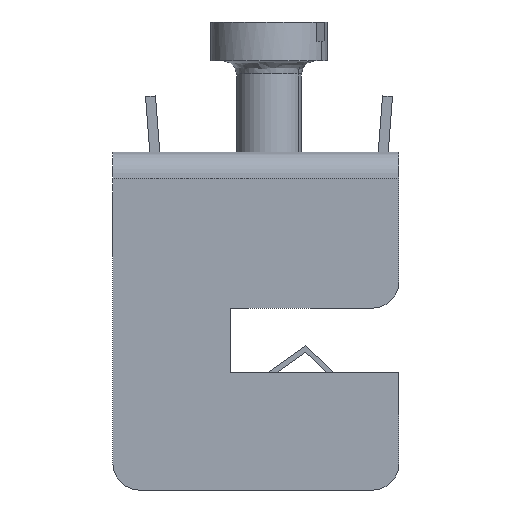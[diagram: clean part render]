
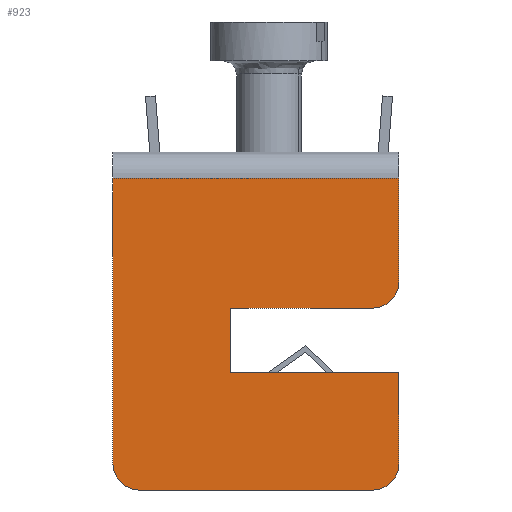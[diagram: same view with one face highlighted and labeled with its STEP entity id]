
A CAD part, left-side view. The second image highlights one B-rep face of the part: STEP entity #923.
In plain terms, the highlighted face is planar.
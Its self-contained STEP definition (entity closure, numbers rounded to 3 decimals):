
#22 = VECTOR ( 'NONE', #1580, 1000. ) ;
#41 = LINE ( 'NONE', #581, #177 ) ;
#65 = ORIENTED_EDGE ( 'NONE', *, *, #2100, .F. ) ;
#140 = VERTEX_POINT ( 'NONE', #3142 ) ;
#146 = EDGE_CURVE ( 'NONE', #554, #1969, #986, .T. ) ;
#177 = VECTOR ( 'NONE', #3084, 1000. ) ;
#194 = CARTESIAN_POINT ( 'NONE',  ( -9., -12., 12. ) ) ;
#238 = CARTESIAN_POINT ( 'NONE',  ( 0., 0., 12. ) ) ;
#263 = DIRECTION ( 'NONE',  ( 0., 1., 0. ) ) ;
#307 = ORIENTED_EDGE ( 'NONE', *, *, #1919, .F. ) ;
#373 = CARTESIAN_POINT ( 'NONE',  ( 11., -14., 12. ) ) ;
#435 = VERTEX_POINT ( 'NONE', #782 ) ;
#465 = VERTEX_POINT ( 'NONE', #1741 ) ;
#491 = DIRECTION ( 'NONE',  ( 1., 0., 0. ) ) ;
#492 = CARTESIAN_POINT ( 'NONE',  ( 11., 2., 12. ) ) ;
#508 = FACE_OUTER_BOUND ( 'NONE', #650, .T. ) ;
#525 = AXIS2_PLACEMENT_3D ( 'NONE', #1964, #1331, #3203 ) ;
#534 = DIRECTION ( 'NONE',  ( 0., 0., 1. ) ) ;
#554 = VERTEX_POINT ( 'NONE', #194 ) ;
#576 = VERTEX_POINT ( 'NONE', #851 ) ;
#581 = CARTESIAN_POINT ( 'NONE',  ( 0., -1.32, 12. ) ) ;
#600 = ORIENTED_EDGE ( 'NONE', *, *, #1533, .T. ) ;
#603 = CARTESIAN_POINT ( 'NONE',  ( 13., 12., 12. ) ) ;
#642 = EDGE_CURVE ( 'NONE', #140, #2901, #2280, .T. ) ;
#650 = EDGE_LOOP ( 'NONE', ( #1323, #3044, #3521, #2805, #3360, #1769, #600, #1267, #307, #65, #1020 ) ) ;
#667 = VECTOR ( 'NONE', #3746, 1000. ) ;
#668 = CIRCLE ( 'NONE', #2212, 2. ) ;
#736 = PLANE ( 'NONE',  #525 ) ;
#762 = CIRCLE ( 'NONE', #2640, 2. ) ;
#782 = CARTESIAN_POINT ( 'NONE',  ( 11., 0., 12. ) ) ;
#799 = VECTOR ( 'NONE', #1832, 1000. ) ;
#815 = VERTEX_POINT ( 'NONE', #373 ) ;
#831 = CARTESIAN_POINT ( 'NONE',  ( 11., -12., 12. ) ) ;
#851 = CARTESIAN_POINT ( 'NONE',  ( 13., 10., 12. ) ) ;
#857 = DIRECTION ( 'NONE',  ( 1., 0., 0. ) ) ;
#863 = CARTESIAN_POINT ( 'NONE',  ( 2.426, -14., 12. ) ) ;
#923 = ADVANCED_FACE ( 'NONE', ( #508 ), #736, .T. ) ;
#959 = CARTESIAN_POINT ( 'NONE',  ( -3.287, 10., 12. ) ) ;
#986 = LINE ( 'NONE', #3421, #22 ) ;
#1020 = ORIENTED_EDGE ( 'NONE', *, *, #146, .F. ) ;
#1078 = DIRECTION ( 'NONE',  ( 0., 0., 1. ) ) ;
#1203 = CARTESIAN_POINT ( 'NONE',  ( 13., 2., 12. ) ) ;
#1267 = ORIENTED_EDGE ( 'NONE', *, *, #2890, .T. ) ;
#1276 = LINE ( 'NONE', #863, #3656 ) ;
#1323 = ORIENTED_EDGE ( 'NONE', *, *, #3621, .T. ) ;
#1331 = DIRECTION ( 'NONE',  ( 0., 0., 1. ) ) ;
#1533 = EDGE_CURVE ( 'NONE', #2507, #435, #1611, .T. ) ;
#1580 = DIRECTION ( 'NONE',  ( 0., 1., 0. ) ) ;
#1611 = LINE ( 'NONE', #2034, #1700 ) ;
#1646 = VECTOR ( 'NONE', #263, 1000. ) ;
#1700 = VECTOR ( 'NONE', #491, 1000. ) ;
#1741 = CARTESIAN_POINT ( 'NONE',  ( 0., -5., 12. ) ) ;
#1769 = ORIENTED_EDGE ( 'NONE', *, *, #3724, .T. ) ;
#1773 = VERTEX_POINT ( 'NONE', #2377 ) ;
#1806 = DIRECTION ( 'NONE',  ( 1., 0., 0. ) ) ;
#1832 = DIRECTION ( 'NONE',  ( 0., -1., 0. ) ) ;
#1919 = EDGE_CURVE ( 'NONE', #576, #3774, #2114, .T. ) ;
#1964 = CARTESIAN_POINT ( 'NONE',  ( 2.426, -1.32, 12. ) ) ;
#1969 = VERTEX_POINT ( 'NONE', #3087 ) ;
#2011 = CARTESIAN_POINT ( 'NONE',  ( 13., -5., 12. ) ) ;
#2034 = CARTESIAN_POINT ( 'NONE',  ( 2.426, 0., 12. ) ) ;
#2056 = CARTESIAN_POINT ( 'NONE',  ( 2.426, -5., 12. ) ) ;
#2100 = EDGE_CURVE ( 'NONE', #1969, #576, #3969, .T. ) ;
#2114 = LINE ( 'NONE', #603, #799 ) ;
#2125 = CARTESIAN_POINT ( 'NONE',  ( 13., -1.32, 12. ) ) ;
#2212 = AXIS2_PLACEMENT_3D ( 'NONE', #3344, #534, #857 ) ;
#2280 = LINE ( 'NONE', #2125, #1646 ) ;
#2284 = DIRECTION ( 'NONE',  ( 1., 0., 0. ) ) ;
#2377 = CARTESIAN_POINT ( 'NONE',  ( -7., -14., 12. ) ) ;
#2412 = EDGE_CURVE ( 'NONE', #815, #140, #762, .T. ) ;
#2438 = EDGE_CURVE ( 'NONE', #2901, #465, #3964, .T. ) ;
#2498 = EDGE_CURVE ( 'NONE', #1773, #815, #1276, .T. ) ;
#2507 = VERTEX_POINT ( 'NONE', #238 ) ;
#2640 = AXIS2_PLACEMENT_3D ( 'NONE', #831, #2979, #2284 ) ;
#2805 = ORIENTED_EDGE ( 'NONE', *, *, #642, .T. ) ;
#2890 = EDGE_CURVE ( 'NONE', #435, #3774, #3307, .T. ) ;
#2901 = VERTEX_POINT ( 'NONE', #2011 ) ;
#2979 = DIRECTION ( 'NONE',  ( 0., 0., 1. ) ) ;
#2998 = AXIS2_PLACEMENT_3D ( 'NONE', #492, #1078, #3242 ) ;
#3044 = ORIENTED_EDGE ( 'NONE', *, *, #2498, .T. ) ;
#3084 = DIRECTION ( 'NONE',  ( 0., 1., 0. ) ) ;
#3087 = CARTESIAN_POINT ( 'NONE',  ( -9., 10., 12. ) ) ;
#3142 = CARTESIAN_POINT ( 'NONE',  ( 13., -12., 12. ) ) ;
#3203 = DIRECTION ( 'NONE',  ( 1., 0., 0. ) ) ;
#3242 = DIRECTION ( 'NONE',  ( 1., 0., 0. ) ) ;
#3300 = DIRECTION ( 'NONE',  ( -1., 0., 0. ) ) ;
#3307 = CIRCLE ( 'NONE', #2998, 2. ) ;
#3344 = CARTESIAN_POINT ( 'NONE',  ( -7., -12., 12. ) ) ;
#3360 = ORIENTED_EDGE ( 'NONE', *, *, #2438, .T. ) ;
#3421 = CARTESIAN_POINT ( 'NONE',  ( -9., -14., 12. ) ) ;
#3521 = ORIENTED_EDGE ( 'NONE', *, *, #2412, .T. ) ;
#3621 = EDGE_CURVE ( 'NONE', #554, #1773, #668, .T. ) ;
#3656 = VECTOR ( 'NONE', #1806, 1000. ) ;
#3704 = VECTOR ( 'NONE', #3300, 1000. ) ;
#3724 = EDGE_CURVE ( 'NONE', #465, #2507, #41, .T. ) ;
#3746 = DIRECTION ( 'NONE',  ( 1., 0., 0. ) ) ;
#3774 = VERTEX_POINT ( 'NONE', #1203 ) ;
#3964 = LINE ( 'NONE', #2056, #3704 ) ;
#3969 = LINE ( 'NONE', #959, #667 ) ;
